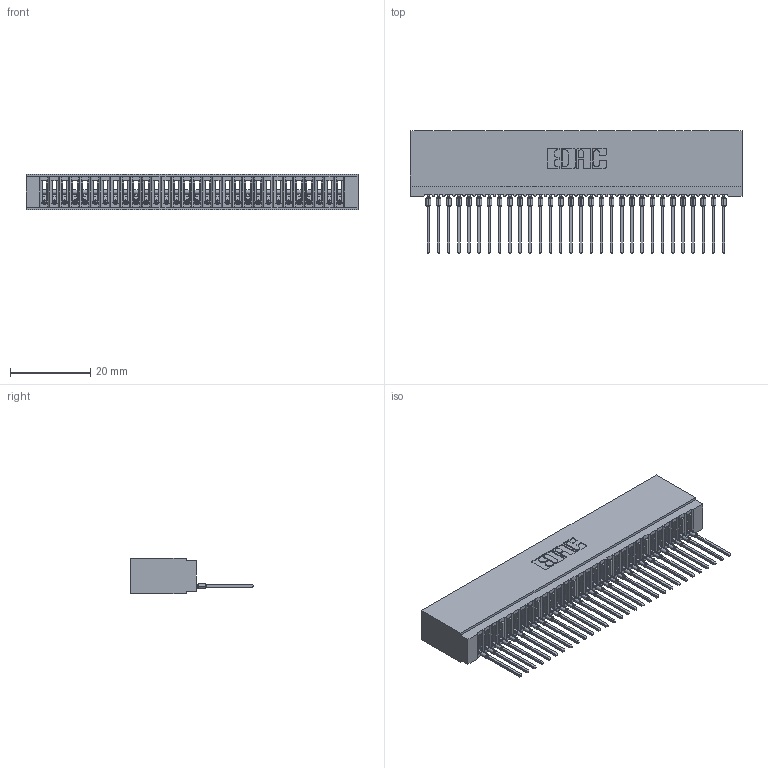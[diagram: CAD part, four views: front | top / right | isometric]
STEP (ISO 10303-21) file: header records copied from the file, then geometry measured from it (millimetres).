
FILE_DESCRIPTION (( 'STEP AP203' ), '1' );
FILE_NAME ('745-030-545-101.STEP', '2026-02-25T17:45:03', ( '' ), ( '' ), 'SwSTEP 2.0', 'SolidWorks 2023', '' );
FILE_SCHEMA (( 'CONFIG_CONTROL_DESIGN' ));
Length unit declared in the file: millimetre
Products named in the file (3): 745-292-001_545; 745 Part_Insulator Option - 01; 745-030-545-101
Assembly tree (31 placements, depth 2):
  745-030-545-101
    745 Part_Insulator Option - 01
    745-292-001_545  x30
Bounding box: 82.8 x 30.62 x 8.89 mm (x, y, z)
Volume: 7341.6 mm3; surface area: 13885.6 mm2
Topology: 31 solids, 31 shells, 3455 faces, 9498 edges, 5992 vertices
Faces by surface type: plane 2065, cylinder 610, bspline 600, torus 180
Entity records: 51184 total; most frequent: CARTESIAN_POINT 9521, ORIENTED_EDGE 8962, DIRECTION 7779, EDGE_CURVE 4481, LINE 4119, VECTOR 4119, VERTEX_POINT 2860, AXIS2_PLACEMENT_3D 1830
